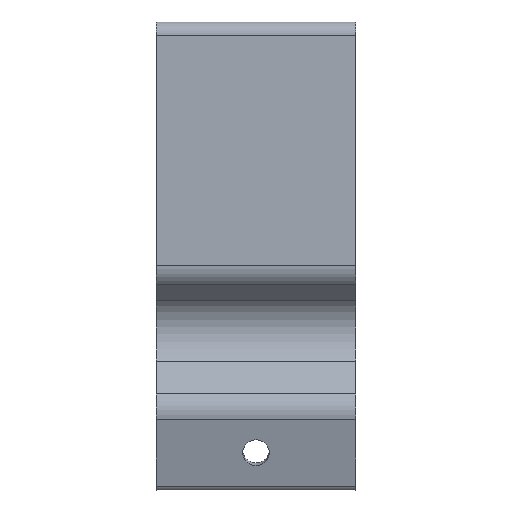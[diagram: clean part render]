
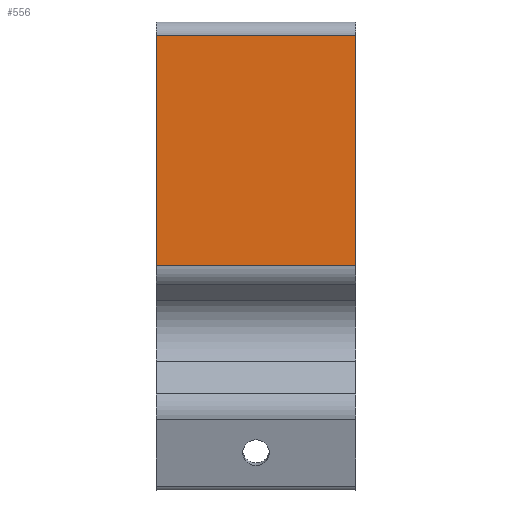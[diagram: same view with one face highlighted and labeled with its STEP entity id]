
A CAD part, front view. The second image highlights one B-rep face of the part: STEP entity #556.
In plain terms, the highlighted planar face has unit normal (0, -1, 0).
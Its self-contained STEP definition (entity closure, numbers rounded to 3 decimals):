
#22=PLANE('',#620);
#71=FACE_OUTER_BOUND('',#101,.T.);
#101=EDGE_LOOP('',(#429,#430,#431,#432));
#141=LINE('',#901,#189);
#142=LINE('',#904,#190);
#143=LINE('',#906,#191);
#144=LINE('',#907,#192);
#189=VECTOR('',#736,10.);
#190=VECTOR('',#739,10.);
#191=VECTOR('',#740,10.);
#192=VECTOR('',#741,10.);
#269=VERTEX_POINT('',#897);
#270=VERTEX_POINT('',#899);
#271=VERTEX_POINT('',#903);
#272=VERTEX_POINT('',#905);
#335=EDGE_CURVE('',#270,#269,#141,.T.);
#336=EDGE_CURVE('',#271,#269,#142,.T.);
#337=EDGE_CURVE('',#270,#272,#143,.T.);
#338=EDGE_CURVE('',#272,#271,#144,.T.);
#429=ORIENTED_EDGE('',*,*,#336,.T.);
#430=ORIENTED_EDGE('',*,*,#335,.F.);
#431=ORIENTED_EDGE('',*,*,#337,.T.);
#432=ORIENTED_EDGE('',*,*,#338,.T.);
#556=ADVANCED_FACE('',(#71),#22,.T.);
#620=AXIS2_PLACEMENT_3D('',#902,#737,#738);
#736=DIRECTION('',(-1.,0.,0.));
#737=DIRECTION('center_axis',(0.,-1.,0.));
#738=DIRECTION('ref_axis',(0.,0.,-1.));
#739=DIRECTION('',(0.,0.,-1.));
#740=DIRECTION('',(0.,0.,1.));
#741=DIRECTION('',(-1.,0.,0.));
#897=CARTESIAN_POINT('',(-1000.,-9.7,-34.151));
#899=CARTESIAN_POINT('',(-970.,-9.7,-34.151));
#901=CARTESIAN_POINT('',(0.,-9.7,-34.151));
#902=CARTESIAN_POINT('Origin',(0.,-9.7,0.505));
#903=CARTESIAN_POINT('',(-1000.,-9.7,0.505));
#904=CARTESIAN_POINT('',(-1000.,-9.7,-34.151));
#905=CARTESIAN_POINT('',(-970.,-9.7,0.505));
#906=CARTESIAN_POINT('',(-970.,-9.7,-34.151));
#907=CARTESIAN_POINT('',(0.,-9.7,0.505));
